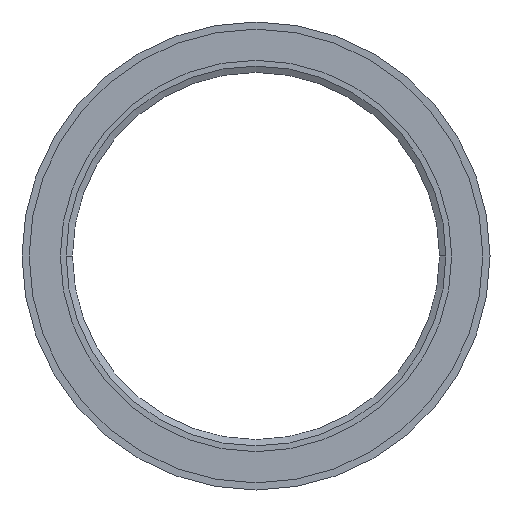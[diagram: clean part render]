
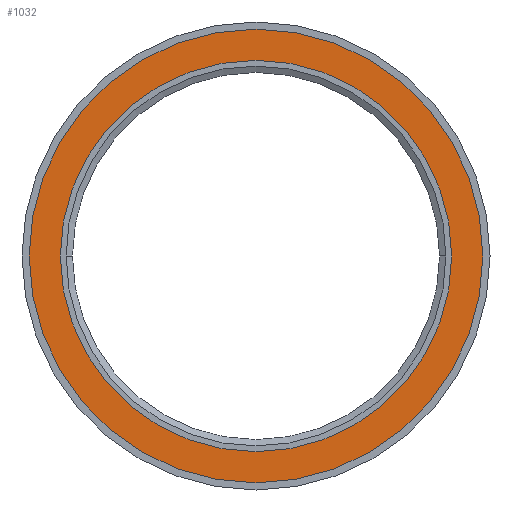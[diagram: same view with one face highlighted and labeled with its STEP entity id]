
A CAD part, left-side view. The second image highlights one B-rep face of the part: STEP entity #1032.
In plain terms, the highlighted planar face has unit normal (-1, 0, 0).
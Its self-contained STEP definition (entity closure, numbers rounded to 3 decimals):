
#391=CARTESIAN_POINT('',(2.,63.,0.0));
#392=VERTEX_POINT('',#391);
#408=CARTESIAN_POINT('',(2.,-63.,0.));
#409=VERTEX_POINT('',#408);
#416=CARTESIAN_POINT('',(2.,0.0,0.0));
#417=DIRECTION('',(1.0,0.0,0.0));
#418=DIRECTION('',(0.0,1.0,0.0));
#419=AXIS2_PLACEMENT_3D('',#416,#417,#418);
#420=CIRCLE('',#419,63.);
#421=EDGE_CURVE('',#409,#392,#420,.T.);
#431=CARTESIAN_POINT('',(2.,54.35,0.0));
#432=VERTEX_POINT('',#431);
#441=CARTESIAN_POINT('',(2.,-54.35,0.));
#442=VERTEX_POINT('',#441);
#443=CARTESIAN_POINT('',(2.,0.0,0.0));
#444=DIRECTION('',(1.0,0.0,0.0));
#445=DIRECTION('',(0.0,1.0,0.0));
#446=AXIS2_PLACEMENT_3D('',#443,#444,#445);
#447=CIRCLE('',#446,54.35);
#448=EDGE_CURVE('',#442,#432,#447,.T.);
#1003=CARTESIAN_POINT('',(2.,0.0,0.0));
#1004=DIRECTION('',(1.0,0.0,0.0));
#1005=DIRECTION('',(0.0,1.0,0.0));
#1006=AXIS2_PLACEMENT_3D('',#1003,#1004,#1005);
#1007=CIRCLE('',#1006,54.35);
#1008=EDGE_CURVE('',#432,#442,#1007,.T.);
#1013=CARTESIAN_POINT('',(2.,58.675,0.0));
#1014=DIRECTION('',(-1.0,0.0,0.0));
#1015=DIRECTION('',(0.0,0.0,1.0));
#1016=AXIS2_PLACEMENT_3D('',#1013,#1014,#1015);
#1017=PLANE('',#1016);
#1018=CARTESIAN_POINT('',(2.,0.0,0.0));
#1019=DIRECTION('',(1.0,0.0,0.0));
#1020=DIRECTION('',(0.0,1.0,0.0));
#1021=AXIS2_PLACEMENT_3D('',#1018,#1019,#1020);
#1022=CIRCLE('',#1021,63.);
#1023=EDGE_CURVE('',#392,#409,#1022,.T.);
#1024=ORIENTED_EDGE('',*,*,#1023,.F.);
#1025=ORIENTED_EDGE('',*,*,#421,.F.);
#1026=EDGE_LOOP('',(#1024,#1025));
#1027=FACE_OUTER_BOUND('',#1026,.T.);
#1028=ORIENTED_EDGE('',*,*,#1008,.T.);
#1029=ORIENTED_EDGE('',*,*,#448,.T.);
#1030=EDGE_LOOP('',(#1028,#1029));
#1031=FACE_BOUND('',#1030,.T.);
#1032=ADVANCED_FACE('',(#1027,#1031),#1017,.T.);
